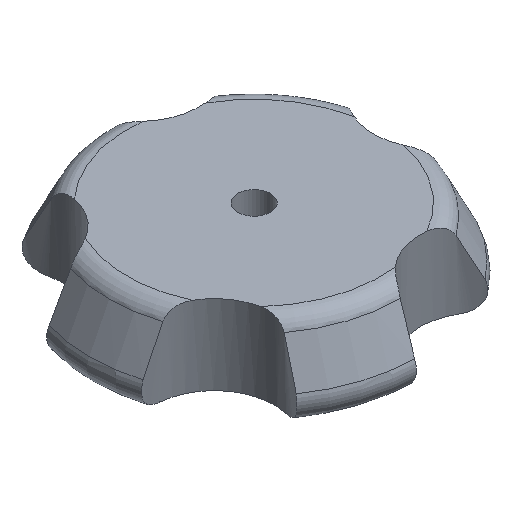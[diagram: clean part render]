
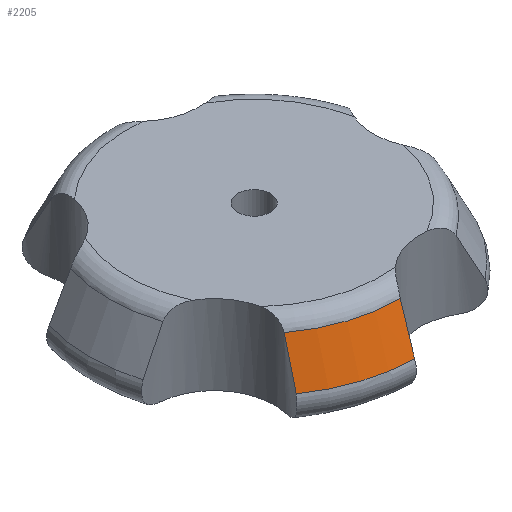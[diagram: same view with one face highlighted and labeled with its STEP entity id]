
A CAD part, isometric view. The second image highlights one B-rep face of the part: STEP entity #2205.
In plain terms, the highlighted conical face has half-angle 26.565 degrees and reference radius 45 mm.
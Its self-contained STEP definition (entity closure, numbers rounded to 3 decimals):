
#169 = CYLINDRICAL_SURFACE('',#170,15.);
#170 = AXIS2_PLACEMENT_3D('',#171,#172,#173);
#171 = CARTESIAN_POINT('',(13.906,-42.798,0.));
#172 = DIRECTION('',(0.,0.,1.));
#173 = DIRECTION('',(0.309,-0.951,0.));
#751 = VERTEX_POINT('',#752);
#752 = CARTESIAN_POINT('',(-1.026,-41.369,7.236)
  );
#872 = TOROIDAL_SURFACE('',#873,36.91,5.);
#873 = AXIS2_PLACEMENT_3D('',#874,#875,#876);
#874 = CARTESIAN_POINT('',(0.,0.,5.));
#875 = DIRECTION('',(-0.,-0.,-1.));
#876 = DIRECTION('',(1.,0.,0.));
#937 = EDGE_CURVE('',#938,#751,#940,.T.);
#938 = VERTEX_POINT('',#939);
#939 = CARTESIAN_POINT('',(0.348,-36.38,17.236)
  );
#940 = SURFACE_CURVE('',#941,(#951,#964),.PCURVE_S1.);
#941 = B_SPLINE_CURVE_WITH_KNOTS('',8,(#942,#943,#944,#945,#946,#947,
    #948,#949,#950),.UNSPECIFIED.,.F.,.F.,(9,9),(0.,1.),
  .PIECEWISE_BEZIER_KNOTS.);
#942 = CARTESIAN_POINT('',(0.348,-36.38,17.236)
  );
#943 = CARTESIAN_POINT('',(0.052,-37.005,
    15.993));
#944 = CARTESIAN_POINT('',(-0.202,-37.628,
    14.746));
#945 = CARTESIAN_POINT('',(-0.42,-38.25,
    13.498));
#946 = CARTESIAN_POINT('',(-0.604,-38.872,
    12.247));
#947 = CARTESIAN_POINT('',(-0.756,-39.495,
    10.995));
#948 = CARTESIAN_POINT('',(-0.876,-40.119,
    9.743));
#949 = CARTESIAN_POINT('',(-0.966,-40.744,
    8.49));
#950 = CARTESIAN_POINT('',(-1.026,-41.369,7.236)
  );
#951 = PCURVE('',#169,#952);
#952 = DEFINITIONAL_REPRESENTATION('',(#953),#963);
#953 = B_SPLINE_CURVE_WITH_KNOTS('',8,(#954,#955,#956,#957,#958,#959,
    #960,#961,#962),.UNSPECIFIED.,.F.,.F.,(9,9),(0.,1.),
  .PIECEWISE_BEZIER_KNOTS.);
#954 = CARTESIAN_POINT('',(3.956,17.236));
#955 = CARTESIAN_POINT('',(4.002,15.993));
#956 = CARTESIAN_POINT('',(4.047,14.746));
#957 = CARTESIAN_POINT('',(4.091,13.498));
#958 = CARTESIAN_POINT('',(4.134,12.247));
#959 = CARTESIAN_POINT('',(4.177,10.995));
#960 = CARTESIAN_POINT('',(4.219,9.743));
#961 = CARTESIAN_POINT('',(4.261,8.49));
#962 = CARTESIAN_POINT('',(4.303,7.236));
#963 = ( GEOMETRIC_REPRESENTATION_CONTEXT(2) 
PARAMETRIC_REPRESENTATION_CONTEXT() REPRESENTATION_CONTEXT('2D SPACE',''
  ) );
#964 = PCURVE('',#965,#970);
#965 = CONICAL_SURFACE('',#966,45.,0.464);
#966 = AXIS2_PLACEMENT_3D('',#967,#968,#969);
#967 = CARTESIAN_POINT('',(0.,0.,0.));
#968 = DIRECTION('',(-0.,-0.,-1.));
#969 = DIRECTION('',(1.,0.,0.));
#970 = DEFINITIONAL_REPRESENTATION('',(#971),#981);
#971 = B_SPLINE_CURVE_WITH_KNOTS('',8,(#972,#973,#974,#975,#976,#977,
    #978,#979,#980),.UNSPECIFIED.,.F.,.F.,(9,9),(0.,1.),
  .PIECEWISE_BEZIER_KNOTS.);
#972 = CARTESIAN_POINT('',(-4.722,-17.236));
#973 = CARTESIAN_POINT('',(-4.714,-15.993));
#974 = CARTESIAN_POINT('',(-4.707,-14.746));
#975 = CARTESIAN_POINT('',(-4.701,-13.498));
#976 = CARTESIAN_POINT('',(-4.697,-12.247));
#977 = CARTESIAN_POINT('',(-4.693,-10.995));
#978 = CARTESIAN_POINT('',(-4.69,-9.743));
#979 = CARTESIAN_POINT('',(-4.689,-8.49));
#980 = CARTESIAN_POINT('',(-4.688,-7.236));
#981 = ( GEOMETRIC_REPRESENTATION_CONTEXT(2) 
PARAMETRIC_REPRESENTATION_CONTEXT() REPRESENTATION_CONTEXT('2D SPACE',''
  ) );
#1055 = TOROIDAL_SURFACE('',#1056,31.91,5.);
#1056 = AXIS2_PLACEMENT_3D('',#1057,#1058,#1059);
#1057 = CARTESIAN_POINT('',(0.,0.,15.));
#1058 = DIRECTION('',(0.,0.,1.));
#1059 = DIRECTION('',(1.,0.,0.));
#1794 = CYLINDRICAL_SURFACE('',#1795,15.);
#1795 = AXIS2_PLACEMENT_3D('',#1796,#1797,#1798);
#1796 = CARTESIAN_POINT('',(-36.406,-26.45,0.));
#1797 = DIRECTION('',(0.,0.,1.));
#1798 = DIRECTION('',(-0.809,-0.588,0.));
#2072 = EDGE_CURVE('',#2073,#938,#2075,.T.);
#2073 = VERTEX_POINT('',#2074);
#2074 = CARTESIAN_POINT('',(-21.665,-29.228,
    17.236));
#2075 = SURFACE_CURVE('',#2076,(#2081,#2088),.PCURVE_S1.);
#2076 = CIRCLE('',#2077,36.382);
#2077 = AXIS2_PLACEMENT_3D('',#2078,#2079,#2080);
#2078 = CARTESIAN_POINT('',(0.,0.,17.236));
#2079 = DIRECTION('',(-0.,0.,1.));
#2080 = DIRECTION('',(1.,0.,0.));
#2081 = PCURVE('',#1055,#2082);
#2082 = DEFINITIONAL_REPRESENTATION('',(#2083),#2087);
#2083 = LINE('',#2084,#2085);
#2084 = CARTESIAN_POINT('',(0.,0.464));
#2085 = VECTOR('',#2086,1.);
#2086 = DIRECTION('',(1.,0.));
#2087 = ( GEOMETRIC_REPRESENTATION_CONTEXT(2) 
PARAMETRIC_REPRESENTATION_CONTEXT() REPRESENTATION_CONTEXT('2D SPACE',''
  ) );
#2088 = PCURVE('',#965,#2089);
#2089 = DEFINITIONAL_REPRESENTATION('',(#2090),#2094);
#2090 = LINE('',#2091,#2092);
#2091 = CARTESIAN_POINT('',(-0.,-17.236));
#2092 = VECTOR('',#2093,1.);
#2093 = DIRECTION('',(-1.,-0.));
#2094 = ( GEOMETRIC_REPRESENTATION_CONTEXT(2) 
PARAMETRIC_REPRESENTATION_CONTEXT() REPRESENTATION_CONTEXT('2D SPACE',''
  ) );
#2205 = ADVANCED_FACE('',(#2206),#965,.T.);
#2206 = FACE_BOUND('',#2207,.T.);
#2207 = EDGE_LOOP('',(#2208,#2232,#2233,#2234));
#2208 = ORIENTED_EDGE('',*,*,#2209,.T.);
#2209 = EDGE_CURVE('',#2210,#751,#2212,.T.);
#2210 = VERTEX_POINT('',#2211);
#2211 = CARTESIAN_POINT('',(-23.486,-34.072,7.236
    ));
#2212 = SURFACE_CURVE('',#2213,(#2218,#2225),.PCURVE_S1.);
#2213 = CIRCLE('',#2214,41.382);
#2214 = AXIS2_PLACEMENT_3D('',#2215,#2216,#2217);
#2215 = CARTESIAN_POINT('',(0.,0.,7.236));
#2216 = DIRECTION('',(-0.,0.,1.));
#2217 = DIRECTION('',(1.,0.,0.));
#2218 = PCURVE('',#965,#2219);
#2219 = DEFINITIONAL_REPRESENTATION('',(#2220),#2224);
#2220 = LINE('',#2221,#2222);
#2221 = CARTESIAN_POINT('',(-0.,-7.236));
#2222 = VECTOR('',#2223,1.);
#2223 = DIRECTION('',(-1.,-0.));
#2224 = ( GEOMETRIC_REPRESENTATION_CONTEXT(2) 
PARAMETRIC_REPRESENTATION_CONTEXT() REPRESENTATION_CONTEXT('2D SPACE',''
  ) );
#2225 = PCURVE('',#872,#2226);
#2226 = DEFINITIONAL_REPRESENTATION('',(#2227),#2231);
#2227 = LINE('',#2228,#2229);
#2228 = CARTESIAN_POINT('',(-0.,5.82));
#2229 = VECTOR('',#2230,1.);
#2230 = DIRECTION('',(-1.,0.));
#2231 = ( GEOMETRIC_REPRESENTATION_CONTEXT(2) 
PARAMETRIC_REPRESENTATION_CONTEXT() REPRESENTATION_CONTEXT('2D SPACE',''
  ) );
#2232 = ORIENTED_EDGE('',*,*,#937,.F.);
#2233 = ORIENTED_EDGE('',*,*,#2072,.F.);
#2234 = ORIENTED_EDGE('',*,*,#2235,.F.);
#2235 = EDGE_CURVE('',#2210,#2073,#2236,.T.);
#2236 = SURFACE_CURVE('',#2237,(#2247,#2260),.PCURVE_S1.);
#2237 = B_SPLINE_CURVE_WITH_KNOTS('',8,(#2238,#2239,#2240,#2241,#2242,
    #2243,#2244,#2245,#2246),.UNSPECIFIED.,.F.,.F.,(9,9),(0.,1.),
  .PIECEWISE_BEZIER_KNOTS.);
#2238 = CARTESIAN_POINT('',(-23.486,-34.072,7.236
    ));
#2239 = CARTESIAN_POINT('',(-23.167,-33.53,
    8.49));
#2240 = CARTESIAN_POINT('',(-22.873,-32.972,
    9.743));
#2241 = CARTESIAN_POINT('',(-22.603,-32.397,
    10.995));
#2242 = CARTESIAN_POINT('',(-22.36,-31.804,
    12.247));
#2243 = CARTESIAN_POINT('',(-22.143,-31.192,
    13.498));
#2244 = CARTESIAN_POINT('',(-21.953,-30.56,
    14.746));
#2245 = CARTESIAN_POINT('',(-21.793,-29.907,
    15.993));
#2246 = CARTESIAN_POINT('',(-21.665,-29.228,
    17.236));
#2247 = PCURVE('',#965,#2248);
#2248 = DEFINITIONAL_REPRESENTATION('',(#2249),#2259);
#2249 = B_SPLINE_CURVE_WITH_KNOTS('',8,(#2250,#2251,#2252,#2253,#2254,
    #2255,#2256,#2257,#2258),.UNSPECIFIED.,.F.,.F.,(9,9),(0.,1.),
  .PIECEWISE_BEZIER_KNOTS.);
#2250 = CARTESIAN_POINT('',(-4.109,-7.236));
#2251 = CARTESIAN_POINT('',(-4.108,-8.49));
#2252 = CARTESIAN_POINT('',(-4.106,-9.743));
#2253 = CARTESIAN_POINT('',(-4.103,-10.995));
#2254 = CARTESIAN_POINT('',(-4.1,-12.247));
#2255 = CARTESIAN_POINT('',(-4.095,-13.498));
#2256 = CARTESIAN_POINT('',(-4.09,-14.746));
#2257 = CARTESIAN_POINT('',(-4.083,-15.993));
#2258 = CARTESIAN_POINT('',(-4.075,-17.236));
#2259 = ( GEOMETRIC_REPRESENTATION_CONTEXT(2) 
PARAMETRIC_REPRESENTATION_CONTEXT() REPRESENTATION_CONTEXT('2D SPACE',''
  ) );
#2260 = PCURVE('',#1794,#2261);
#2261 = DEFINITIONAL_REPRESENTATION('',(#2262),#2272);
#2262 = B_SPLINE_CURVE_WITH_KNOTS('',8,(#2263,#2264,#2265,#2266,#2267,
    #2268,#2269,#2270,#2271),.UNSPECIFIED.,.F.,.F.,(9,9),(0.,1.),
  .PIECEWISE_BEZIER_KNOTS.);
#2263 = CARTESIAN_POINT('',(1.98,7.236));
#2264 = CARTESIAN_POINT('',(2.022,8.49));
#2265 = CARTESIAN_POINT('',(2.064,9.743));
#2266 = CARTESIAN_POINT('',(2.106,10.995));
#2267 = CARTESIAN_POINT('',(2.149,12.247));
#2268 = CARTESIAN_POINT('',(2.192,13.498));
#2269 = CARTESIAN_POINT('',(2.236,14.746));
#2270 = CARTESIAN_POINT('',(2.281,15.993));
#2271 = CARTESIAN_POINT('',(2.327,17.236));
#2272 = ( GEOMETRIC_REPRESENTATION_CONTEXT(2) 
PARAMETRIC_REPRESENTATION_CONTEXT() REPRESENTATION_CONTEXT('2D SPACE',''
  ) );
